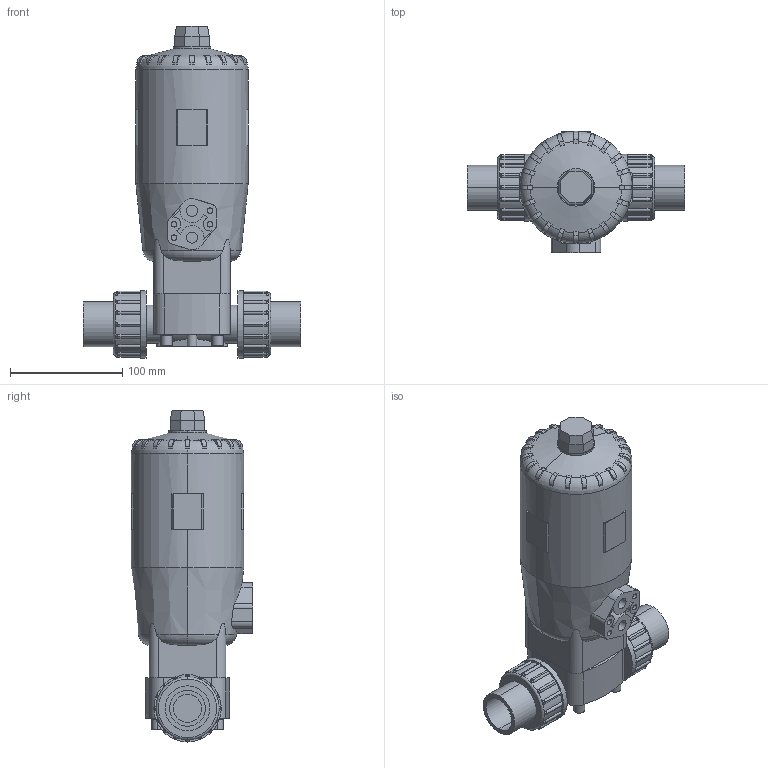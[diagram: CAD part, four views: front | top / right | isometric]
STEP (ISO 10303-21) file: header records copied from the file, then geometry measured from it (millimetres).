
FILE_DESCRIPTION(('STEP AP214'),'1');
FILE_NAME('cctmp_E5C88491-D5E9-4D18-B81D-3A44AEE4CEE8_2021_10_27_10_50_53_0358..stp','2021-10-27T08:50:53',('Praher Valves GmbH'),('CADClick - www.CADClick.com'),'Spatial InterOp 3D',' ','unknown authorization');
FILE_SCHEMA(('AUTOMOTIVE_DESIGN'));
Length unit declared in the file: millimetre
Products named in the file (1): 126122
Bounding box: 194 x 108 x 295.5 mm (x, y, z)
Volume: 1869961.5 mm3; surface area: 143201.9 mm2
Topology: 1 solids, 3 shells, 465 faces, 1198 edges, 774 vertices
Faces by surface type: plane 199, cylinder 186, sphere 64, torus 12, cone 4
Entity records: 20349 total; most frequent: CARTESIAN_POINT 5247, DIRECTION 2436, ORIENTED_EDGE 2396, EDGE_CURVE 1198, AXIS2_PLACEMENT_3D 976, VERTEX_POINT 774, EDGE_LOOP 500, CIRCLE 494
